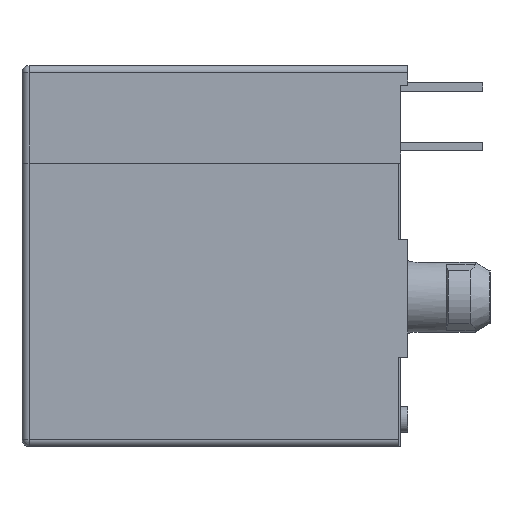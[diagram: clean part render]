
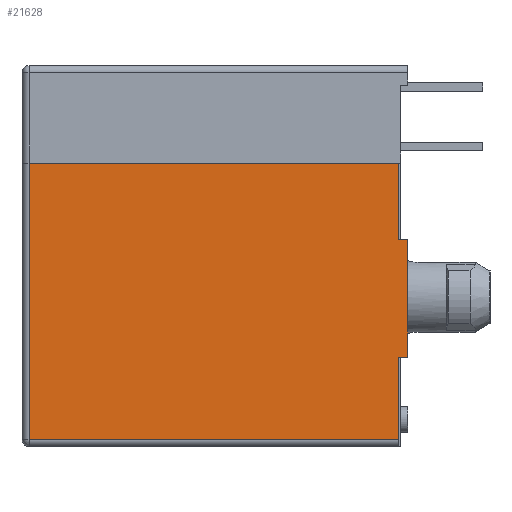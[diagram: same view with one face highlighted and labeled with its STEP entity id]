
A CAD part, left-side view. The second image highlights one B-rep face of the part: STEP entity #21628.
In plain terms, the highlighted planar face has unit normal (-1, 0, 0).
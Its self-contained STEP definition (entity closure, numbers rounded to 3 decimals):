
#352 = VECTOR ( 'NONE', #8801, 1000. ) ;
#831 = VERTEX_POINT ( 'NONE', #11825 ) ;
#933 = AXIS2_PLACEMENT_3D ( 'NONE', #7357, #7510, #11263 ) ;
#1684 = ORIENTED_EDGE ( 'NONE', *, *, #14914, .T. ) ;
#2028 = EDGE_CURVE ( 'NONE', #14612, #14027, #2560, .T. ) ;
#2030 = DIRECTION ( 'NONE',  ( 0., -1., 0. ) ) ;
#2353 = VECTOR ( 'NONE', #2030, 1000. ) ;
#2482 = ORIENTED_EDGE ( 'NONE', *, *, #2028, .T. ) ;
#2560 = LINE ( 'NONE', #5463, #11827 ) ;
#2600 = VERTEX_POINT ( 'NONE', #12862 ) ;
#2709 = EDGE_CURVE ( 'NONE', #20819, #2600, #19395, .T. ) ;
#3139 = VECTOR ( 'NONE', #18451, 1000. ) ;
#3412 = EDGE_CURVE ( 'NONE', #11679, #8873, #7591, .T. ) ;
#3606 = EDGE_CURVE ( 'NONE', #20535, #831, #12792, .T. ) ;
#3650 = ORIENTED_EDGE ( 'NONE', *, *, #14881, .T. ) ;
#4568 = ORIENTED_EDGE ( 'NONE', *, *, #2709, .T. ) ;
#4739 = EDGE_CURVE ( 'NONE', #14612, #831, #9879, .T. ) ;
#4945 = VECTOR ( 'NONE', #7834, 1000. ) ;
#5463 = CARTESIAN_POINT ( 'NONE',  ( -7.7, -16., 5.7 ) ) ;
#5576 = VECTOR ( 'NONE', #16864, 1000. ) ;
#5939 = ORIENTED_EDGE ( 'NONE', *, *, #19386, .F. ) ;
#6634 = CARTESIAN_POINT ( 'NONE',  ( -7.7, -16., -2.55 ) ) ;
#7357 = CARTESIAN_POINT ( 'NONE',  ( -7.7, 0., 5.7 ) ) ;
#7510 = DIRECTION ( 'NONE',  ( -1., 0., 0. ) ) ;
#7591 = LINE ( 'NONE', #21309, #9090 ) ;
#7769 = CARTESIAN_POINT ( 'NONE',  ( -7.7, -16., 5.7 ) ) ;
#7834 = DIRECTION ( 'NONE',  ( 0., 1., 0. ) ) ;
#8780 = FACE_OUTER_BOUND ( 'NONE', #21245, .T. ) ;
#8801 = DIRECTION ( 'NONE',  ( 0., 0., -1. ) ) ;
#8873 = VERTEX_POINT ( 'NONE', #21630 ) ;
#8953 = LINE ( 'NONE', #23869, #3139 ) ;
#9090 = VECTOR ( 'NONE', #10099, 1000. ) ;
#9115 = DIRECTION ( 'NONE',  ( 0., 0., 1. ) ) ;
#9879 = LINE ( 'NONE', #16613, #4945 ) ;
#10099 = DIRECTION ( 'NONE',  ( 0., 0., 1. ) ) ;
#10903 = CARTESIAN_POINT ( 'NONE',  ( -7.7, -16., -6.05 ) ) ;
#11166 = CARTESIAN_POINT ( 'NONE',  ( -7.7, -0.3, 5.7 ) ) ;
#11263 = DIRECTION ( 'NONE',  ( 0., 0., -1. ) ) ;
#11679 = VERTEX_POINT ( 'NONE', #12695 ) ;
#11825 = CARTESIAN_POINT ( 'NONE',  ( -7.7, -0.3, -6.05 ) ) ;
#11827 = VECTOR ( 'NONE', #9115, 1000. ) ;
#12695 = CARTESIAN_POINT ( 'NONE',  ( -7.7, -16.4, -2.55 ) ) ;
#12792 = LINE ( 'NONE', #21625, #352 ) ;
#12860 = DIRECTION ( 'NONE',  ( 0., 1., 0. ) ) ;
#12862 = CARTESIAN_POINT ( 'NONE',  ( -7.7, -16., 5.7 ) ) ;
#13997 = CARTESIAN_POINT ( 'NONE',  ( -7.7, -16., 2.45 ) ) ;
#14027 = VERTEX_POINT ( 'NONE', #6634 ) ;
#14612 = VERTEX_POINT ( 'NONE', #10903 ) ;
#14881 = EDGE_CURVE ( 'NONE', #14027, #11679, #8953, .T. ) ;
#14914 = EDGE_CURVE ( 'NONE', #2600, #20535, #17843, .T. ) ;
#14981 = VECTOR ( 'NONE', #12860, 1000. ) ;
#15800 = ORIENTED_EDGE ( 'NONE', *, *, #4739, .F. ) ;
#16613 = CARTESIAN_POINT ( 'NONE',  ( -7.7, -16.147, -6.05 ) ) ;
#16864 = DIRECTION ( 'NONE',  ( 0., 0., 1. ) ) ;
#16994 = ORIENTED_EDGE ( 'NONE', *, *, #3606, .T. ) ;
#17843 = LINE ( 'NONE', #23612, #14981 ) ;
#18451 = DIRECTION ( 'NONE',  ( 0., -1., 0. ) ) ;
#19386 = EDGE_CURVE ( 'NONE', #20819, #8873, #20208, .T. ) ;
#19395 = LINE ( 'NONE', #7769, #5576 ) ;
#20208 = LINE ( 'NONE', #20230, #2353 ) ;
#20230 = CARTESIAN_POINT ( 'NONE',  ( -7.7, -16., 2.45 ) ) ;
#20535 = VERTEX_POINT ( 'NONE', #11166 ) ;
#20819 = VERTEX_POINT ( 'NONE', #13997 ) ;
#21065 = ORIENTED_EDGE ( 'NONE', *, *, #3412, .T. ) ;
#21245 = EDGE_LOOP ( 'NONE', ( #5939, #4568, #1684, #16994, #15800, #2482, #3650, #21065 ) ) ;
#21309 = CARTESIAN_POINT ( 'NONE',  ( -7.7, -16.4, 5.7 ) ) ;
#21625 = CARTESIAN_POINT ( 'NONE',  ( -7.7, -0.3, 5.7 ) ) ;
#21628 = ADVANCED_FACE ( 'NONE', ( #8780 ), #23775, .T. ) ;
#21630 = CARTESIAN_POINT ( 'NONE',  ( -7.7, -16.4, 2.45 ) ) ;
#23612 = CARTESIAN_POINT ( 'NONE',  ( -7.7, 0., 5.7 ) ) ;
#23775 = PLANE ( 'NONE',  #933 ) ;
#23869 = CARTESIAN_POINT ( 'NONE',  ( -7.7, -16.1, -2.55 ) ) ;
